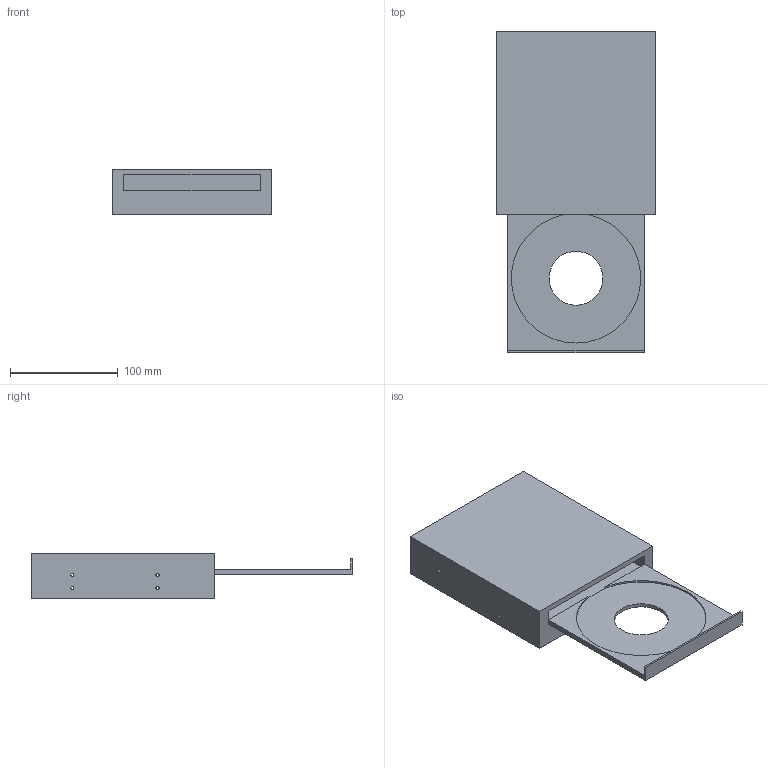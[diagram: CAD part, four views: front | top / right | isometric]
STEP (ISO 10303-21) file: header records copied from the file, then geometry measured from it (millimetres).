
FILE_DESCRIPTION(/* description */ ('Alibre Inc.'),/* implementation_level */ '2;1');
FILE_NAME(/* name */ 'export0',/* time_stamp */ '2016-06-15T23:07:50+01:00',/* author */ (''),/* organization */ (''),/* preprocessor_version */ 'ST-DEVELOPER v14',/* originating_system */ 'Alibre',/* authorisation */ '');
FILE_SCHEMA (('CONFIG_CONTROL_DESIGN'));
Length unit declared in the file: centimetre
Products named in the file (3): ID_1
Bounding box: 148.2 x 298 x 42 mm (x, y, z)
Volume: 871451.1 mm3; surface area: 152403.4 mm2
Topology: 2 solids, 2 shells, 27 faces, 72 edges, 48 vertices
Faces by surface type: plane 21, cylinder 6
Full cylindrical faces by diameter (mm): 3 x4, 50 x1
Entity records: 1078 total; most frequent: CARTESIAN_POINT 137, ORIENTED_EDGE 128, DIRECTION 115, EDGE_CURVE 64, VECTOR 47, LINE 47, VERTEX_POINT 46, EDGE_LOOP 44
